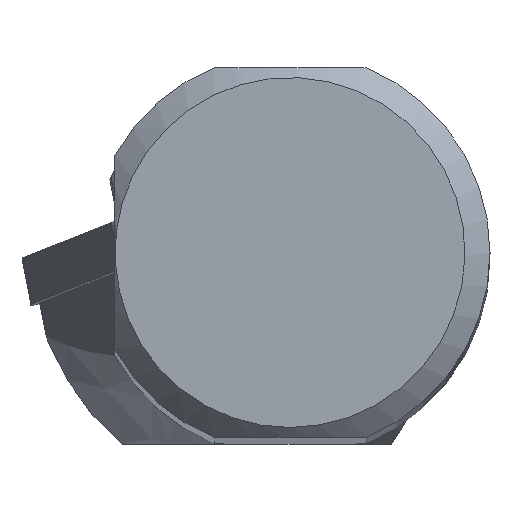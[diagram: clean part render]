
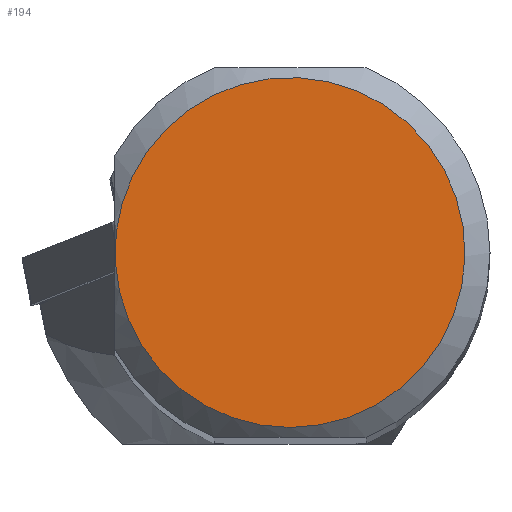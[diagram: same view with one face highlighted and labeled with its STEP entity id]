
A CAD part, top view. The second image highlights one B-rep face of the part: STEP entity #194.
In plain terms, the highlighted planar face has unit normal (0, 0, 1).
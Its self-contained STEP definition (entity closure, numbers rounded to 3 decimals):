
#159=CIRCLE('',#984,17.5);
#194=ADVANCED_FACE('',(#257),#224,.F.);
#224=PLANE('',#990);
#257=FACE_OUTER_BOUND('',#298,.T.);
#298=EDGE_LOOP('',(#459));
#459=ORIENTED_EDGE('',*,*,#718,.T.);
#622=VERTEX_POINT('',#1508);
#718=EDGE_CURVE('',#622,#622,#159,.T.);
#984=AXIS2_PLACEMENT_3D('',#1507,#1161,#1162);
#990=AXIS2_PLACEMENT_3D('',#1530,#1173,#1174);
#1161=DIRECTION('',(0.,0.,1.));
#1162=DIRECTION('',(0.,-1.,0.));
#1173=DIRECTION('',(0.,0.,-1.));
#1174=DIRECTION('',(0.,1.,0.));
#1507=CARTESIAN_POINT('',(0.,0.,0.));
#1508=CARTESIAN_POINT('',(0.,-17.5,0.));
#1530=CARTESIAN_POINT('',(0.,0.,0.));
